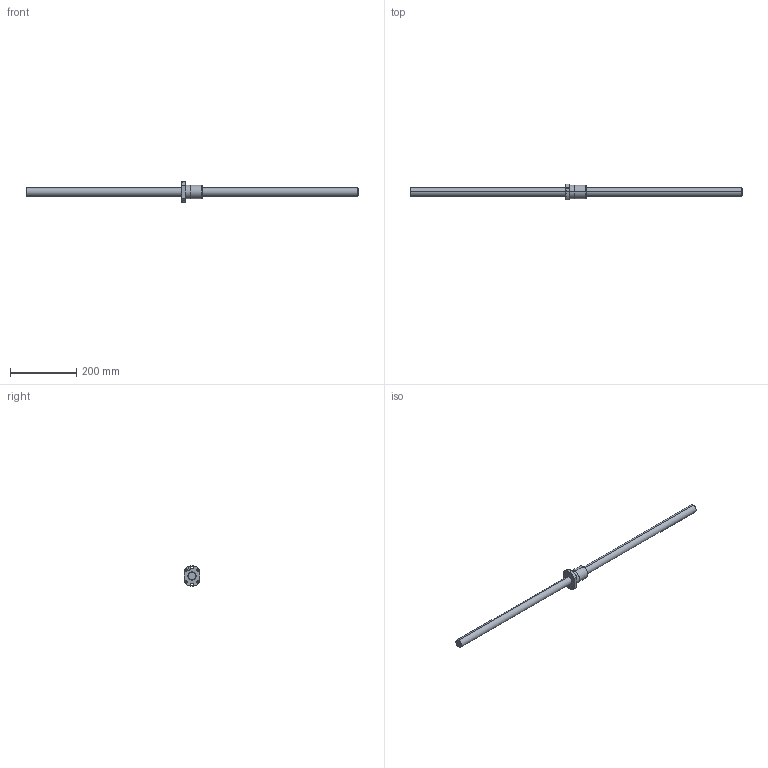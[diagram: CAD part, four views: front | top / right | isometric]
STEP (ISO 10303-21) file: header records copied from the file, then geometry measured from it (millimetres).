
FILE_DESCRIPTION(('no description'),'unknown implementation level');
FILE_NAME('R25_10K4_FSCDIN_1000_1000_0_052_FILE_1.stp',' ',('HIWIN GmbH'),('CADClick - KiM GmbH - www.kimweb.de'),'unknown preprocess','ACIS','unknown authorization');
FILE_SCHEMA(('automotive_design'));
Length unit declared in the file: millimetre
Products named in the file (2): R25-10K4-FSCDIN 1000 1000 0.052_FILE; R25-10K4-FSCDIN 1000 1000 0.052_FILE_1
Bounding box: 1000 x 48 x 62 mm (x, y, z)
Volume: 526744.2 mm3; surface area: 95623 mm2
Topology: 2 solids, 2 shells, 78 faces, 176 edges, 103 vertices
Faces by surface type: cone 44, cylinder 26, plane 8
Entity records: 4297 total; most frequent: CARTESIAN_POINT 440, DIRECTION 416, STYLED_ITEM 357, PRESENTATION_STYLE_ASSIGNMENT 357, COLOUR_RGB 357, ORIENTED_EDGE 348, EDGE_CURVE 174, CURVE_STYLE 174
